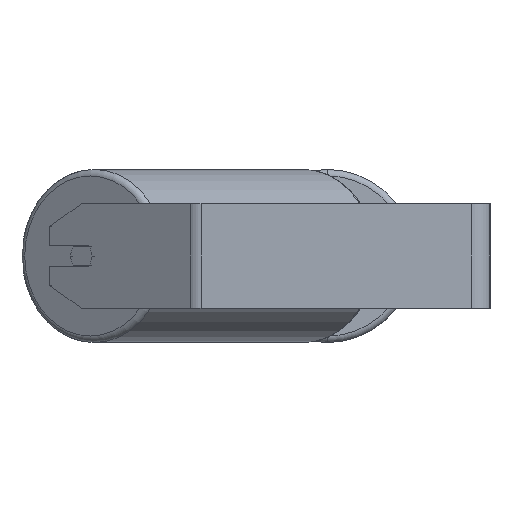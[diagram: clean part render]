
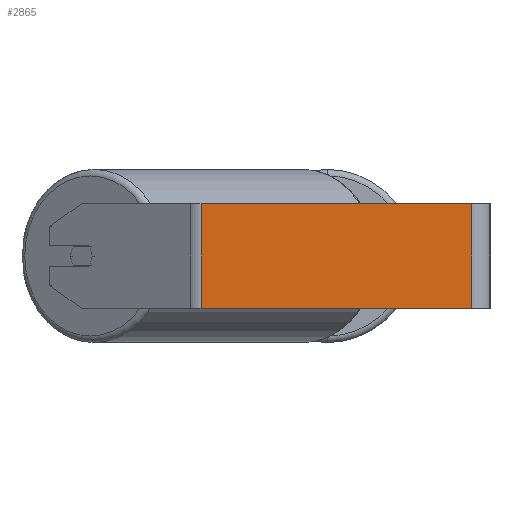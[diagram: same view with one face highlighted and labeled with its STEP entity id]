
A CAD part, left-side view. The second image highlights one B-rep face of the part: STEP entity #2865.
In plain terms, the highlighted planar face has unit normal (-1, 0, 0).
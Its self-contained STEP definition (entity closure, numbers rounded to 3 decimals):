
#502 = DIRECTION ( 'NONE',  ( 1., 0., 0. ) ) ;
#937 = EDGE_CURVE ( 'NONE', #8689, #4846, #3602, .T. ) ;
#1739 = CARTESIAN_POINT ( 'NONE',  ( -500., 221.86, -40. ) ) ;
#1830 = CARTESIAN_POINT ( 'NONE',  ( -500., 14., 40. ) ) ;
#1846 = DIRECTION ( 'NONE',  ( 0., 0., -1. ) ) ;
#1964 = LINE ( 'NONE', #7266, #7330 ) ;
#2460 = VERTEX_POINT ( 'NONE', #2556 ) ;
#2556 = CARTESIAN_POINT ( 'NONE',  ( -500., 221.86, 40. ) ) ;
#2583 = PLANE ( 'NONE',  #7718 ) ;
#2613 = DIRECTION ( 'NONE',  ( 0., -1., 0. ) ) ;
#2652 = LINE ( 'NONE', #5887, #5383 ) ;
#2865 = ADVANCED_FACE ( 'NONE', ( #7321 ), #2583, .F. ) ;
#2883 = VECTOR ( 'NONE', #6302, 1000. ) ;
#3602 = LINE ( 'NONE', #8243, #2883 ) ;
#4147 = CARTESIAN_POINT ( 'NONE',  ( -500., 14., -40. ) ) ;
#4786 = CARTESIAN_POINT ( 'NONE',  ( -500., 14., 40. ) ) ;
#4846 = VERTEX_POINT ( 'NONE', #4147 ) ;
#5056 = ORIENTED_EDGE ( 'NONE', *, *, #5634, .F. ) ;
#5134 = EDGE_LOOP ( 'NONE', ( #6000, #5056, #7530, #7238 ) ) ;
#5273 = DIRECTION ( 'NONE',  ( 0., 0., -1. ) ) ;
#5383 = VECTOR ( 'NONE', #5273, 1000. ) ;
#5412 = DIRECTION ( 'NONE',  ( 0., 0., -1. ) ) ;
#5460 = EDGE_CURVE ( 'NONE', #2460, #8637, #1964, .T. ) ;
#5634 = EDGE_CURVE ( 'NONE', #8637, #4846, #6072, .T. ) ;
#5887 = CARTESIAN_POINT ( 'NONE',  ( -500., 221.86, 40. ) ) ;
#6000 = ORIENTED_EDGE ( 'NONE', *, *, #937, .T. ) ;
#6072 = LINE ( 'NONE', #4786, #6488 ) ;
#6302 = DIRECTION ( 'NONE',  ( 0., -1., 0. ) ) ;
#6488 = VECTOR ( 'NONE', #5412, 1000. ) ;
#7054 = EDGE_CURVE ( 'NONE', #2460, #8689, #2652, .T. ) ;
#7238 = ORIENTED_EDGE ( 'NONE', *, *, #7054, .T. ) ;
#7266 = CARTESIAN_POINT ( 'NONE',  ( -500., 226.274, 40. ) ) ;
#7321 = FACE_OUTER_BOUND ( 'NONE', #5134, .T. ) ;
#7330 = VECTOR ( 'NONE', #2613, 1000. ) ;
#7530 = ORIENTED_EDGE ( 'NONE', *, *, #5460, .F. ) ;
#7718 = AXIS2_PLACEMENT_3D ( 'NONE', #7810, #502, #1846 ) ;
#7810 = CARTESIAN_POINT ( 'NONE',  ( -500., 226.274, 40. ) ) ;
#8243 = CARTESIAN_POINT ( 'NONE',  ( -500., 226.274, -40. ) ) ;
#8637 = VERTEX_POINT ( 'NONE', #1830 ) ;
#8689 = VERTEX_POINT ( 'NONE', #1739 ) ;
